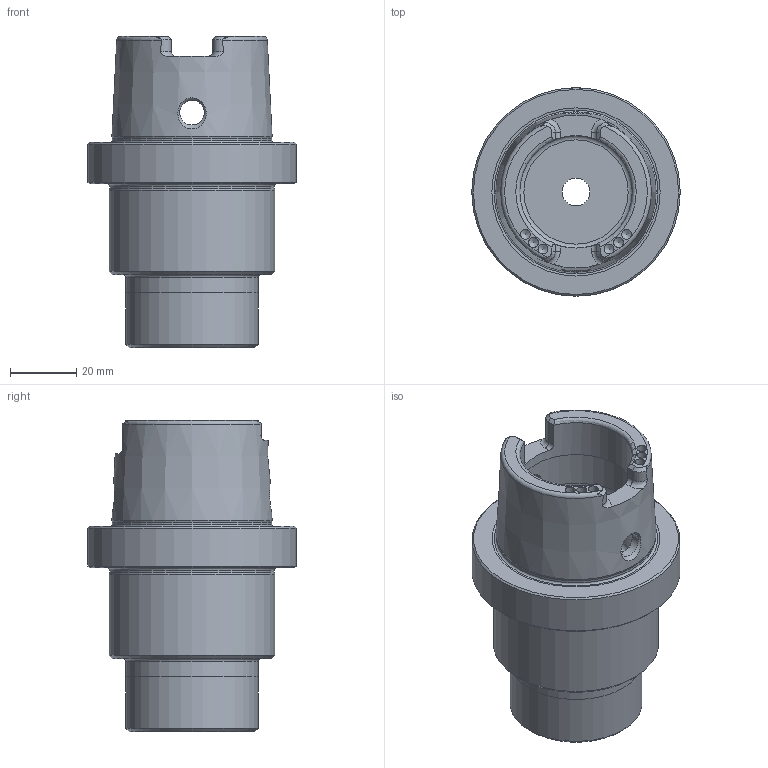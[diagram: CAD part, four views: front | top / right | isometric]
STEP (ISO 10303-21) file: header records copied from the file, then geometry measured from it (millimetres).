
FILE_DESCRIPTION(/* description */ (''),/* implementation_level */ '2;1');
FILE_NAME(/* name */ '256313232.stp',/* time_stamp */ '2021-01-08T12:41:54',/* author */ ('LRA'),/* organization */ ('REGO-FIX'),/* preprocessor_version */ ' Unknown',/* originating_system */ 'SIEMENS PLM Software Solid Edge ST10',/* authorization */ 'Unknown');
FILE_SCHEMA (('AUTOMOTIVE_DESIGN { 1 0 10303 214 2 1 1}'));
Length unit declared in the file: millimetre
Products named in the file (1): NOCUT
Bounding box: 63 x 63 x 94 mm (x, y, z)
Volume: 103742.7 mm3; surface area: 28595.6 mm2
Topology: 1 solids, 1 shells, 93 faces, 244 edges, 154 vertices
Faces by surface type: cylinder 29, cone 26, plane 23, torus 15
Full cylindrical faces by diameter (mm): 3 x6, 7.5 x2, 8.4 x1, 23.5 x1, 34 x2, 40 x3, 48.139 x1, 49.7 x1, 50 x1, 63 x1
Entity records: 3288 total; most frequent: CARTESIAN_POINT 695, DIRECTION 398, ORIENTED_EDGE 334, AXIS2_PLACEMENT_3D 181, EDGE_CURVE 167, FACE_BOUND 155, EDGE_LOOP 148, VERTEX_POINT 132
